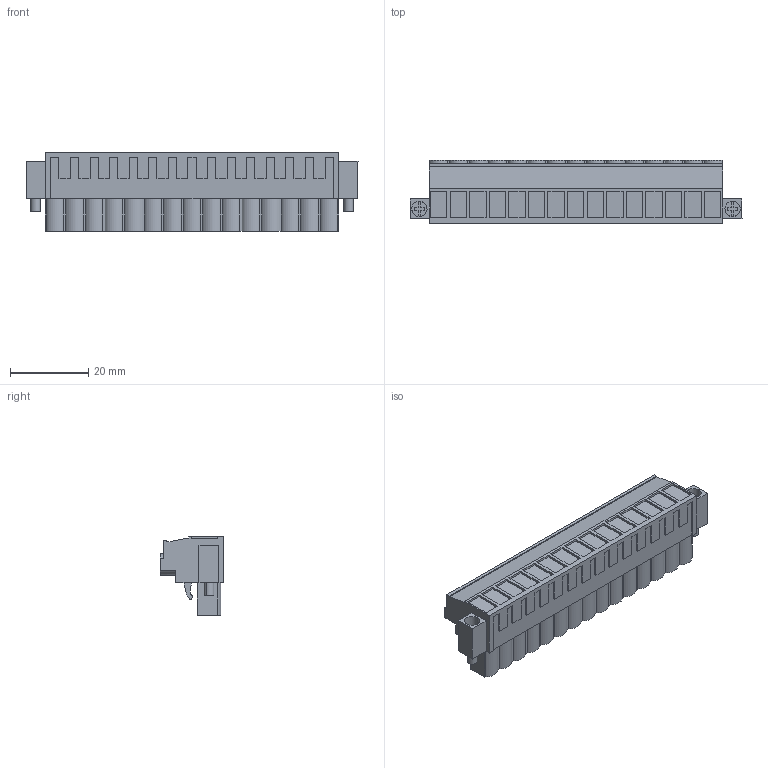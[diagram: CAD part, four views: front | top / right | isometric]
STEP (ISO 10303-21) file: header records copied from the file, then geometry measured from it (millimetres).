
FILE_DESCRIPTION(('CATIA V5 STEP Exchange','CAx-IF Rec.Pracs.--- Model Styling and Organization---1.2---2011-12-15'),'2;1');
FILE_NAME ('D1460341_0_1955670000_1955670000.stp','2017-05-31T12:23:58+00:00',('none'),('Weidmueller'),'CATIA Version 5-6 Release 2014','CATIA V5 STEP AP214','none');
FILE_SCHEMA(('AUTOMOTIVE_DESIGN { 1 0 10303 214 1 1 1 1 }'));
Length unit declared in the file: millimetre
Products named in the file (1): 1955670000
Bounding box: 84.8 x 16.1 x 20.1 mm (x, y, z)
Volume: 15293.2 mm3; surface area: 8726.9 mm2
Topology: 18 solids, 18 shells, 1004 faces, 2848 edges, 1944 vertices
Faces by surface type: plane 811, cylinder 193
Entity records: 30577 total; most frequent: CARTESIAN_POINT 5815, ORIENTED_EDGE 5696, DIRECTION 4096, EDGE_CURVE 2848, VECTOR 2364, LINE 2364, VERTEX_POINT 1944, AXIS2_PLACEMENT_3D 1082
